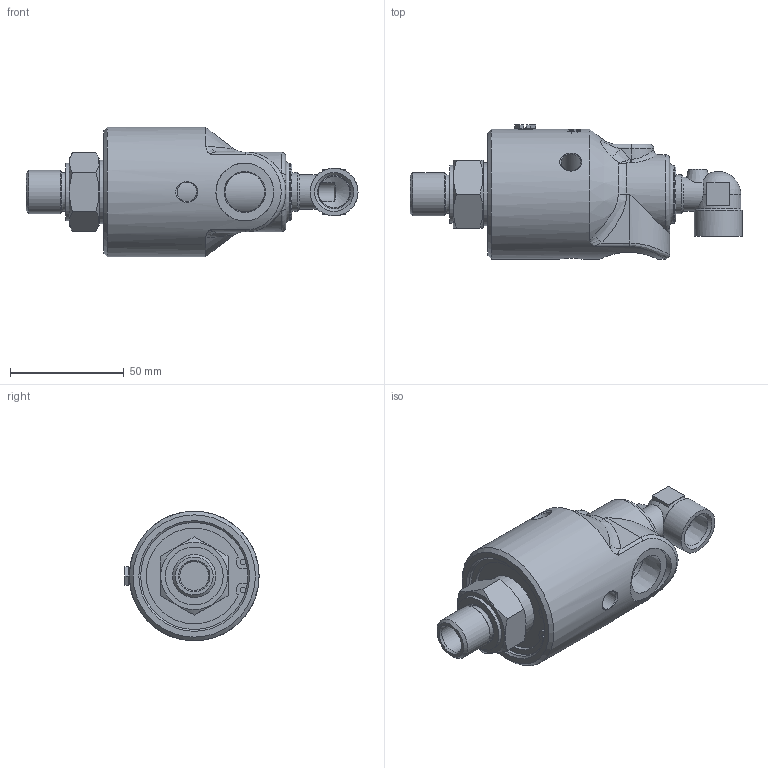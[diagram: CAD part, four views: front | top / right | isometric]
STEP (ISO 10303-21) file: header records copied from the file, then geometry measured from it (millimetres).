
FILE_DESCRIPTION(/* description */ (''),/* implementation_level */ '2;1');
FILE_NAME(/* name */ '157-000-021012-IC.stp',/* time_stamp */ '2020-05-19T16:17:46-05:00',/* author */ ('Moorera'),/* organization */ (''),/* preprocessor_version */ 'ST-DEVELOPER v18.1',/* originating_system */ 'Autodesk Inventor 2020',/* authorisation */ '');
FILE_SCHEMA (('AUTOMOTIVE_DESIGN { 1 0 10303 214 3 1 1 }'));
Products named in the file (1): 157-000-021012-IC
Bounding box: 146 x 58.95 x 57 mm (x, y, z)
Volume: 178801.8 mm3; surface area: 29084 mm2
Topology: 1 solids, 1 shells, 447 faces, 1182 edges, 784 vertices
Faces by surface type: bspline 201, plane 139, cylinder 73, cone 27, torus 6, sphere 1
Full cylindrical faces by diameter (mm): 2.362 x2, 6.325 x1, 8.6 x4, 12.7 x1, 13.889 x1, 15 x1, 17.475 x1, 19 x1, 19.011 x1, 21 x1, 25.4 x3, 27.8 x1, 47.07 x1, 57 x1
Entity records: 57943 total; most frequent: CARTESIAN_POINT 47650, ORIENTED_EDGE 2354, DIRECTION 1631, EDGE_CURVE 1177, VERTEX_POINT 784, AXIS2_PLACEMENT_3D 593, EDGE_LOOP 499, FACE_OUTER_BOUND 447
